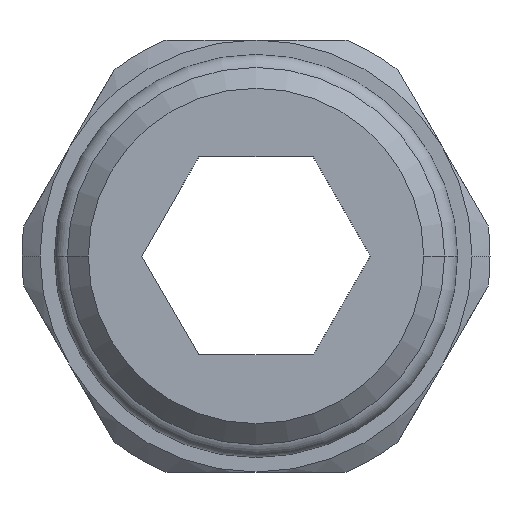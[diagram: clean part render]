
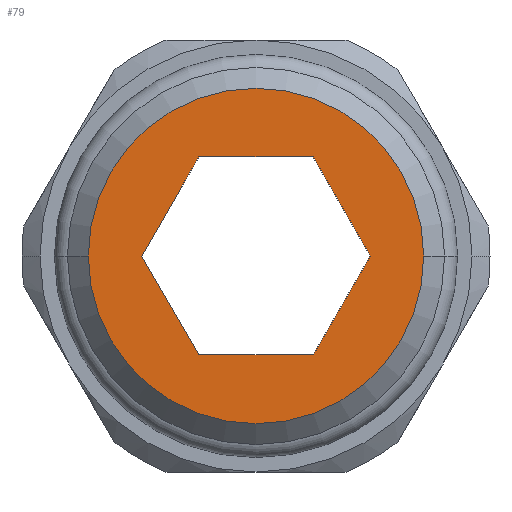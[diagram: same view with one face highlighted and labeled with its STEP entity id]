
A CAD part, front view. The second image highlights one B-rep face of the part: STEP entity #79.
In plain terms, the highlighted planar face has unit normal (0, -1, 0).
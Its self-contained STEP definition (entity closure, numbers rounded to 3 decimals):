
#79=ADVANCED_FACE('',(#188,#189),#190,.T.);
#188=FACE_BOUND('',#345,.T.);
#189=FACE_OUTER_BOUND('',#346,.T.);
#190=PLANE('',#347);
#345=EDGE_LOOP('',(#679,#680,#681,#682,#683,#684));
#346=EDGE_LOOP('',(#685,#686));
#347=AXIS2_PLACEMENT_3D('',#687,#688,#689);
#679=ORIENTED_EDGE('',*,*,#1114,.T.);
#680=ORIENTED_EDGE('',*,*,#1120,.T.);
#681=ORIENTED_EDGE('',*,*,#1117,.T.);
#682=ORIENTED_EDGE('',*,*,#1104,.T.);
#683=ORIENTED_EDGE('',*,*,#1108,.T.);
#684=ORIENTED_EDGE('',*,*,#1111,.T.);
#685=ORIENTED_EDGE('',*,*,#1093,.F.);
#686=ORIENTED_EDGE('',*,*,#1124,.F.);
#687=CARTESIAN_POINT('',(4.658,-9.0,0.0));
#688=DIRECTION('',(-0.0,-1.0,-0.0));
#689=DIRECTION('',(-1.0,0.0,0.0));
#1093=EDGE_CURVE('',#1333,#1335,#1336,.T.);
#1104=EDGE_CURVE('',#1352,#1353,#1354,.T.);
#1108=EDGE_CURVE('',#1353,#1360,#1361,.T.);
#1111=EDGE_CURVE('',#1360,#1365,#1366,.T.);
#1114=EDGE_CURVE('',#1365,#1370,#1371,.T.);
#1117=EDGE_CURVE('',#1375,#1352,#1376,.T.);
#1120=EDGE_CURVE('',#1370,#1375,#1380,.T.);
#1124=EDGE_CURVE('',#1335,#1333,#1384,.T.);
#1333=VERTEX_POINT('',#1693);
#1335=VERTEX_POINT('',#1696);
#1336=CIRCLE('',#1697,9.316);
#1352=VERTEX_POINT('',#1716);
#1353=VERTEX_POINT('',#1717);
#1354=LINE('',#1718,#1719);
#1360=VERTEX_POINT('',#1728);
#1361=LINE('',#1729,#1730);
#1365=VERTEX_POINT('',#1736);
#1366=LINE('',#1737,#1738);
#1370=VERTEX_POINT('',#1744);
#1371=LINE('',#1745,#1746);
#1375=VERTEX_POINT('',#1752);
#1376=LINE('',#1753,#1754);
#1380=LINE('',#1760,#1761);
#1384=CIRCLE('',#1766,9.316);
#1693=CARTESIAN_POINT('',(9.316,-9.0,0.0));
#1696=CARTESIAN_POINT('',(-9.316,-9.0,0.));
#1697=AXIS2_PLACEMENT_3D('',#2253,#2254,#2255);
#1716=CARTESIAN_POINT('',(-3.175,-9.0,-5.5));
#1717=CARTESIAN_POINT('',(-6.351,-9.0,0.));
#1718=CARTESIAN_POINT('',(-4.181,-9.0,-3.758));
#1719=VECTOR('',#2280,1.0);
#1728=CARTESIAN_POINT('',(-3.175,-9.0,5.5));
#1729=CARTESIAN_POINT('',(-4.181,-9.0,3.758));
#1730=VECTOR('',#2284,1.0);
#1736=CARTESIAN_POINT('',(3.175,-9.0,5.5));
#1737=CARTESIAN_POINT('',(2.329,-9.0,5.5));
#1738=VECTOR('',#2287,1.0);
#1744=CARTESIAN_POINT('',(6.351,-9.0,0.));
#1745=CARTESIAN_POINT('',(5.345,-9.0,1.742));
#1746=VECTOR('',#2290,1.0);
#1752=CARTESIAN_POINT('',(3.175,-9.0,-5.5));
#1753=CARTESIAN_POINT('',(2.329,-9.0,-5.5));
#1754=VECTOR('',#2293,1.0);
#1760=CARTESIAN_POINT('',(5.345,-9.0,-1.742));
#1761=VECTOR('',#2296,1.0);
#1766=AXIS2_PLACEMENT_3D('',#2304,#2305,#2306);
#2253=CARTESIAN_POINT('',(0.0,-9.0,0.0));
#2254=DIRECTION('',(-0.0,1.0,0.0));
#2255=DIRECTION('',(1.0,0.0,0.0));
#2280=DIRECTION('',(-0.5,0.0,0.866));
#2284=DIRECTION('',(0.5,-0.0,0.866));
#2287=DIRECTION('',(1.0,-0.0,0.));
#2290=DIRECTION('',(0.5,0.0,-0.866));
#2293=DIRECTION('',(-1.0,0.0,0.0));
#2296=DIRECTION('',(-0.5,0.0,-0.866));
#2304=CARTESIAN_POINT('',(0.0,-9.0,0.0));
#2305=DIRECTION('',(-0.0,1.0,0.0));
#2306=DIRECTION('',(1.0,0.0,0.0));
